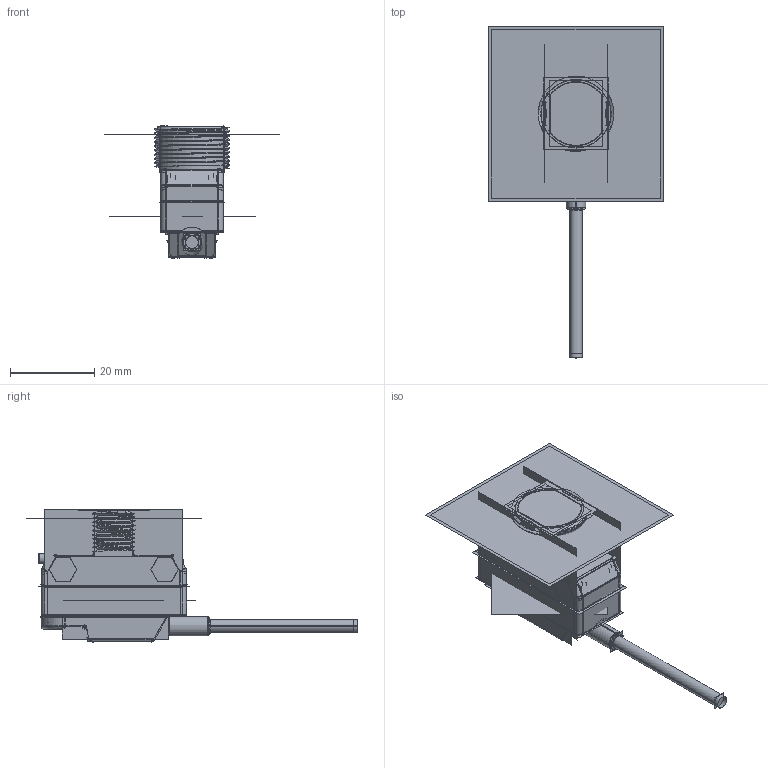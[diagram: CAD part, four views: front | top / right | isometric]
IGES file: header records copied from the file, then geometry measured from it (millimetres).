
Start section:  PTC IGES file: 139461.igs
Global section: file name: 139461.igs; native system: Creo Parametric by Parametric Technology Corporation; preprocessor: 2013230; author: pdmadmin; organization: Unknown; date: 20151130.144024; units: millimetre
Bounding box: 41.6 x 78.67 x 31.72 mm (x, y, z)
Volume: 6348.9 mm3; surface area: 81187.3 mm2
Topology: 6 solids, 7 shells, 1646 faces, 8180 edges, 10188 vertices
Faces by surface type: bspline 918, revolution 728
